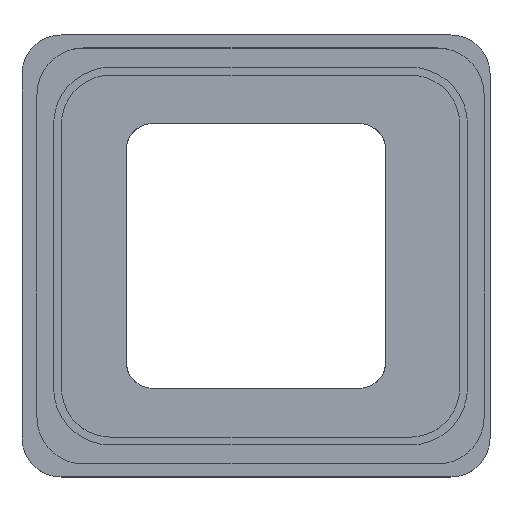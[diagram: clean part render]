
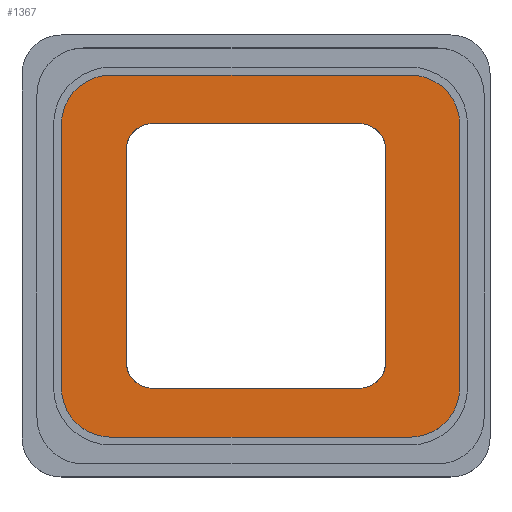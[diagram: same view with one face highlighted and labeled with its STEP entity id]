
A CAD part, top view. The second image highlights one B-rep face of the part: STEP entity #1367.
In plain terms, the highlighted planar face has unit normal (0, 0, 1).
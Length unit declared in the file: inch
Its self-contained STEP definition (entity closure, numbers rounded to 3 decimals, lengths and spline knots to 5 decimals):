
#32=FACE_BOUND('',#297,.T.);
#33=CIRCLE('',#1391,0.47466);
#35=CIRCLE('',#1395,0.47466);
#37=CIRCLE('',#1399,0.47466);
#39=CIRCLE('',#1403,0.47466);
#83=CIRCLE('',#1473,0.25);
#84=CIRCLE('',#1476,0.25);
#87=CIRCLE('',#1483,0.25);
#88=CIRCLE('',#1485,0.25);
#215=FACE_OUTER_BOUND('',#296,.T.);
#296=EDGE_LOOP('',(#1233,#1234,#1235,#1236,#1237,#1238,#1239,#1240));
#297=EDGE_LOOP('',(#1241,#1242,#1243,#1244,#1245,#1246,#1247,#1248));
#299=LINE('',#1969,#417);
#304=LINE('',#1983,#422);
#308=LINE('',#1995,#426);
#312=LINE('',#2007,#430);
#353=LINE('',#2206,#471);
#357=LINE('',#2215,#475);
#367=LINE('',#2241,#485);
#370=LINE('',#2251,#488);
#417=VECTOR('',#1545,0.3937);
#422=VECTOR('',#1558,0.3937);
#426=VECTOR('',#1570,0.3937);
#430=VECTOR('',#1582,0.3937);
#471=VECTOR('',#1763,0.3937);
#475=VECTOR('',#1773,0.3937);
#485=VECTOR('',#1797,0.3937);
#488=VECTOR('',#1810,0.3937);
#535=VERTEX_POINT('',#1967);
#536=VERTEX_POINT('',#1968);
#539=VERTEX_POINT('',#1976);
#541=VERTEX_POINT('',#1982);
#543=VERTEX_POINT('',#1988);
#545=VERTEX_POINT('',#1994);
#547=VERTEX_POINT('',#2000);
#549=VERTEX_POINT('',#2006);
#612=VERTEX_POINT('',#2203);
#613=VERTEX_POINT('',#2205);
#614=VERTEX_POINT('',#2209);
#615=VERTEX_POINT('',#2213);
#616=VERTEX_POINT('',#2217);
#624=VERTEX_POINT('',#2239);
#625=VERTEX_POINT('',#2243);
#626=VERTEX_POINT('',#2247);
#663=EDGE_CURVE('',#535,#536,#299,.T.);
#667=EDGE_CURVE('',#536,#539,#33,.T.);
#670=EDGE_CURVE('',#539,#541,#304,.T.);
#673=EDGE_CURVE('',#541,#543,#35,.T.);
#676=EDGE_CURVE('',#543,#545,#308,.T.);
#679=EDGE_CURVE('',#545,#547,#37,.T.);
#682=EDGE_CURVE('',#547,#549,#312,.T.);
#685=EDGE_CURVE('',#549,#535,#39,.T.);
#771=EDGE_CURVE('',#613,#612,#353,.T.);
#774=EDGE_CURVE('',#614,#612,#83,.T.);
#776=EDGE_CURVE('',#614,#615,#357,.T.);
#778=EDGE_CURVE('',#616,#615,#84,.T.);
#789=EDGE_CURVE('',#616,#624,#367,.T.);
#790=EDGE_CURVE('',#613,#625,#87,.T.);
#793=EDGE_CURVE('',#626,#624,#88,.T.);
#794=EDGE_CURVE('',#626,#625,#370,.T.);
#1233=ORIENTED_EDGE('',*,*,#663,.T.);
#1234=ORIENTED_EDGE('',*,*,#667,.T.);
#1235=ORIENTED_EDGE('',*,*,#670,.T.);
#1236=ORIENTED_EDGE('',*,*,#673,.T.);
#1237=ORIENTED_EDGE('',*,*,#676,.T.);
#1238=ORIENTED_EDGE('',*,*,#679,.T.);
#1239=ORIENTED_EDGE('',*,*,#682,.T.);
#1240=ORIENTED_EDGE('',*,*,#685,.T.);
#1241=ORIENTED_EDGE('',*,*,#771,.T.);
#1242=ORIENTED_EDGE('',*,*,#774,.F.);
#1243=ORIENTED_EDGE('',*,*,#776,.T.);
#1244=ORIENTED_EDGE('',*,*,#778,.F.);
#1245=ORIENTED_EDGE('',*,*,#789,.T.);
#1246=ORIENTED_EDGE('',*,*,#793,.F.);
#1247=ORIENTED_EDGE('',*,*,#794,.T.);
#1248=ORIENTED_EDGE('',*,*,#790,.F.);
#1291=PLANE('',#1539);
#1367=ADVANCED_FACE('',(#215,#32),#1291,.T.);
#1391=AXIS2_PLACEMENT_3D('',#1977,#1551,#1552);
#1395=AXIS2_PLACEMENT_3D('',#1989,#1563,#1564);
#1399=AXIS2_PLACEMENT_3D('',#2001,#1575,#1576);
#1403=AXIS2_PLACEMENT_3D('',#2012,#1587,#1588);
#1473=AXIS2_PLACEMENT_3D('',#2211,#1768,#1769);
#1476=AXIS2_PLACEMENT_3D('',#2219,#1777,#1778);
#1483=AXIS2_PLACEMENT_3D('',#2244,#1800,#1801);
#1485=AXIS2_PLACEMENT_3D('',#2249,#1806,#1807);
#1539=AXIS2_PLACEMENT_3D('',#2386,#1961,#1962);
#1545=DIRECTION('',(0.,-1.,0.));
#1551=DIRECTION('center_axis',(0.,0.,1.));
#1552=DIRECTION('ref_axis',(1.,-0.004,0.));
#1558=DIRECTION('',(1.,0.,0.));
#1563=DIRECTION('center_axis',(0.,0.,1.));
#1564=DIRECTION('ref_axis',(0.,1.,0.));
#1570=DIRECTION('',(0.,1.,0.));
#1575=DIRECTION('center_axis',(0.,0.,1.));
#1576=DIRECTION('ref_axis',(-1.,0.,0.));
#1582=DIRECTION('',(-1.,0.,0.));
#1587=DIRECTION('center_axis',(0.,0.,1.));
#1588=DIRECTION('ref_axis',(0.,-1.,0.));
#1763=DIRECTION('',(0.,-1.,0.));
#1768=DIRECTION('center_axis',(0.,0.,1.));
#1769=DIRECTION('ref_axis',(0.707,-0.707,0.));
#1773=DIRECTION('',(-1.,0.,0.));
#1777=DIRECTION('center_axis',(0.,0.,1.));
#1778=DIRECTION('ref_axis',(-0.707,-0.707,0.));
#1797=DIRECTION('',(0.,1.,0.));
#1800=DIRECTION('center_axis',(0.,0.,1.));
#1801=DIRECTION('ref_axis',(0.707,0.707,0.));
#1806=DIRECTION('center_axis',(0.,0.,1.));
#1807=DIRECTION('ref_axis',(-0.707,0.707,0.));
#1810=DIRECTION('',(1.,0.,0.));
#1961=DIRECTION('center_axis',(0.,0.,1.));
#1962=DIRECTION('ref_axis',(1.,0.,0.));
#1967=CARTESIAN_POINT('',(-1.87091,1.265,0.5));
#1968=CARTESIAN_POINT('',(-1.87091,-1.26516,0.5));
#1969=CARTESIAN_POINT('',(-1.87091,-0.63258,0.5));
#1976=CARTESIAN_POINT('',(-1.39625,-1.74186,0.5));
#1977=CARTESIAN_POINT('Origin',(-1.39625,-1.2672,0.5));
#1982=CARTESIAN_POINT('',(1.48375,-1.74186,0.5));
#1983=CARTESIAN_POINT('',(0.74188,-1.74186,0.5));
#1988=CARTESIAN_POINT('',(1.95841,-1.26516,0.5));
#1989=CARTESIAN_POINT('Origin',(1.48375,-1.2672,0.5));
#1994=CARTESIAN_POINT('',(1.95841,1.265,0.5));
#1995=CARTESIAN_POINT('',(1.95841,0.6325,0.5));
#2000=CARTESIAN_POINT('',(1.48375,1.73966,0.5));
#2001=CARTESIAN_POINT('Origin',(1.48375,1.265,0.5));
#2006=CARTESIAN_POINT('',(-1.39625,1.73966,0.5));
#2007=CARTESIAN_POINT('',(-0.69812,1.73966,0.5));
#2012=CARTESIAN_POINT('Origin',(-1.39625,1.265,0.5));
#2203=CARTESIAN_POINT('',(1.24716,-1.02175,0.5));
#2205=CARTESIAN_POINT('',(1.24716,1.02175,0.5));
#2206=CARTESIAN_POINT('',(1.24716,-0.63587,0.5));
#2209=CARTESIAN_POINT('',(0.99716,-1.27175,0.5));
#2211=CARTESIAN_POINT('Origin',(0.99716,-1.02175,0.5));
#2213=CARTESIAN_POINT('',(-0.99716,-1.27175,0.5));
#2215=CARTESIAN_POINT('',(-0.62358,-1.27175,0.5));
#2217=CARTESIAN_POINT('',(-1.24716,-1.02175,0.5));
#2219=CARTESIAN_POINT('Origin',(-0.99716,-1.02175,0.5));
#2239=CARTESIAN_POINT('',(-1.24716,1.02175,0.5));
#2241=CARTESIAN_POINT('',(-1.24716,0.63587,0.5));
#2243=CARTESIAN_POINT('',(0.99716,1.27175,0.5));
#2244=CARTESIAN_POINT('Origin',(0.99716,1.02175,0.5));
#2247=CARTESIAN_POINT('',(-0.99716,1.27175,0.5));
#2249=CARTESIAN_POINT('Origin',(-0.99716,1.02175,0.5));
#2251=CARTESIAN_POINT('',(0.62358,1.27175,0.5));
#2386=CARTESIAN_POINT('Origin',(0.,0.,0.5));
